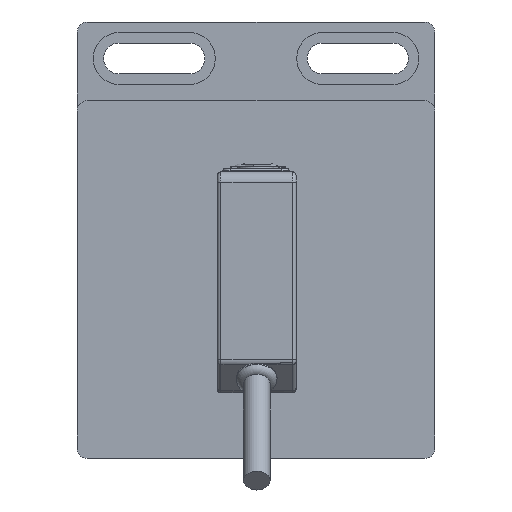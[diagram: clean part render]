
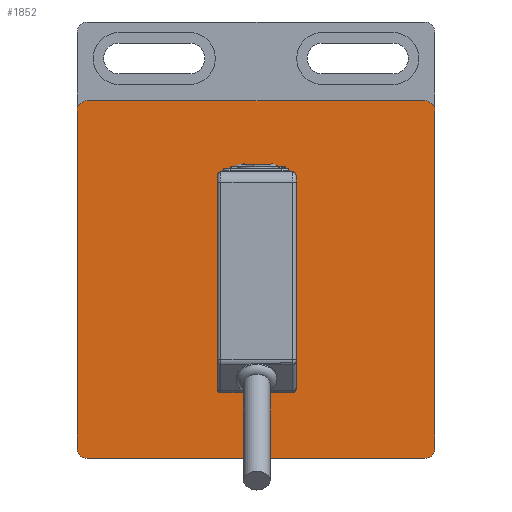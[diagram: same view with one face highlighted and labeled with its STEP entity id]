
A CAD part, front view. The second image highlights one B-rep face of the part: STEP entity #1852.
In plain terms, the highlighted planar face has unit normal (0, -1, 0).
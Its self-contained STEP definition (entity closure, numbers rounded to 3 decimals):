
#1552=PLANE('',#5727);
#1852=ADVANCED_FACE('',(#2113),#1552,.F.);
#2113=FACE_OUTER_BOUND('',#2388,.T.);
#2388=EDGE_LOOP('',(#3674,#3675,#3676,#3677,#3678,#3679,#3680,#3681));
#2652=CIRCLE('',#5723,1.5);
#2653=CIRCLE('',#5724,1.5);
#2654=CIRCLE('',#5725,1.5);
#2655=CIRCLE('',#5726,1.5);
#3674=ORIENTED_EDGE('',*,*,#4699,.F.);
#3675=ORIENTED_EDGE('',*,*,#4700,.T.);
#3676=ORIENTED_EDGE('',*,*,#4693,.F.);
#3677=ORIENTED_EDGE('',*,*,#4701,.T.);
#3678=ORIENTED_EDGE('',*,*,#4702,.F.);
#3679=ORIENTED_EDGE('',*,*,#4703,.T.);
#3680=ORIENTED_EDGE('',*,*,#4696,.F.);
#3681=ORIENTED_EDGE('',*,*,#4704,.T.);
#4152=VERTEX_POINT('',#21544);
#4153=VERTEX_POINT('',#21545);
#4154=VERTEX_POINT('',#21550);
#4155=VERTEX_POINT('',#21551);
#4156=VERTEX_POINT('',#21556);
#4157=VERTEX_POINT('',#21557);
#4158=VERTEX_POINT('',#21560);
#4159=VERTEX_POINT('',#21562);
#4693=EDGE_CURVE('',#4152,#4153,#5028,.T.);
#4696=EDGE_CURVE('',#4154,#4155,#5031,.T.);
#4699=EDGE_CURVE('',#4156,#4157,#5034,.T.);
#4700=EDGE_CURVE('',#4156,#4153,#2652,.T.);
#4701=EDGE_CURVE('',#4152,#4158,#2653,.T.);
#4702=EDGE_CURVE('',#4159,#4158,#5035,.T.);
#4703=EDGE_CURVE('',#4159,#4155,#2654,.T.);
#4704=EDGE_CURVE('',#4154,#4157,#2655,.T.);
#5028=LINE('',#21543,#5351);
#5031=LINE('',#21549,#5354);
#5034=LINE('',#21555,#5357);
#5035=LINE('',#21561,#5358);
#5351=VECTOR('',#6706,1.);
#5354=VECTOR('',#6711,1.);
#5357=VECTOR('',#6716,1.);
#5358=VECTOR('',#6721,1.);
#5723=AXIS2_PLACEMENT_3D('',#21558,#6717,#6718);
#5724=AXIS2_PLACEMENT_3D('',#21559,#6719,#6720);
#5725=AXIS2_PLACEMENT_3D('',#21563,#6722,#6723);
#5726=AXIS2_PLACEMENT_3D('',#21564,#6724,#6725);
#5727=AXIS2_PLACEMENT_3D('',#21565,#6726,#6727);
#6706=DIRECTION('',(1.,0.,0.));
#6711=DIRECTION('',(-1.,0.,0.));
#6716=DIRECTION('',(0.,0.,-1.));
#6717=DIRECTION('',(0.,-1.,0.));
#6718=DIRECTION('',(-1.,0.,0.));
#6719=DIRECTION('',(0.,-1.,0.));
#6720=DIRECTION('',(-1.,0.,0.));
#6721=DIRECTION('',(0.,0.,1.));
#6722=DIRECTION('',(0.,-1.,0.));
#6723=DIRECTION('',(-1.,0.,0.));
#6724=DIRECTION('',(0.,-1.,0.));
#6725=DIRECTION('',(-1.,0.,0.));
#6726=DIRECTION('',(0.,1.,0.));
#6727=DIRECTION('',(1.,0.,0.));
#21543=CARTESIAN_POINT('',(115.442,74.9,25.9));
#21544=CARTESIAN_POINT('',(20.95,74.9,25.9));
#21545=CARTESIAN_POINT('',(68.95,74.9,25.9));
#21549=CARTESIAN_POINT('',(70.45,74.9,-25.1));
#21550=CARTESIAN_POINT('',(68.95,74.9,-25.1));
#21551=CARTESIAN_POINT('',(20.95,74.9,-25.1));
#21555=CARTESIAN_POINT('',(70.45,74.9,37.1));
#21556=CARTESIAN_POINT('',(70.45,74.9,24.4));
#21557=CARTESIAN_POINT('',(70.45,74.9,-23.6));
#21558=CARTESIAN_POINT('',(68.95,74.9,24.4));
#21559=CARTESIAN_POINT('',(20.95,74.9,24.4));
#21560=CARTESIAN_POINT('',(19.45,74.9,24.4));
#21561=CARTESIAN_POINT('',(19.45,74.9,-25.1));
#21562=CARTESIAN_POINT('',(19.45,74.9,-23.6));
#21563=CARTESIAN_POINT('',(20.95,74.9,-23.6));
#21564=CARTESIAN_POINT('',(68.95,74.9,-23.6));
#21565=CARTESIAN_POINT('',(115.442,74.9,-16.1));
